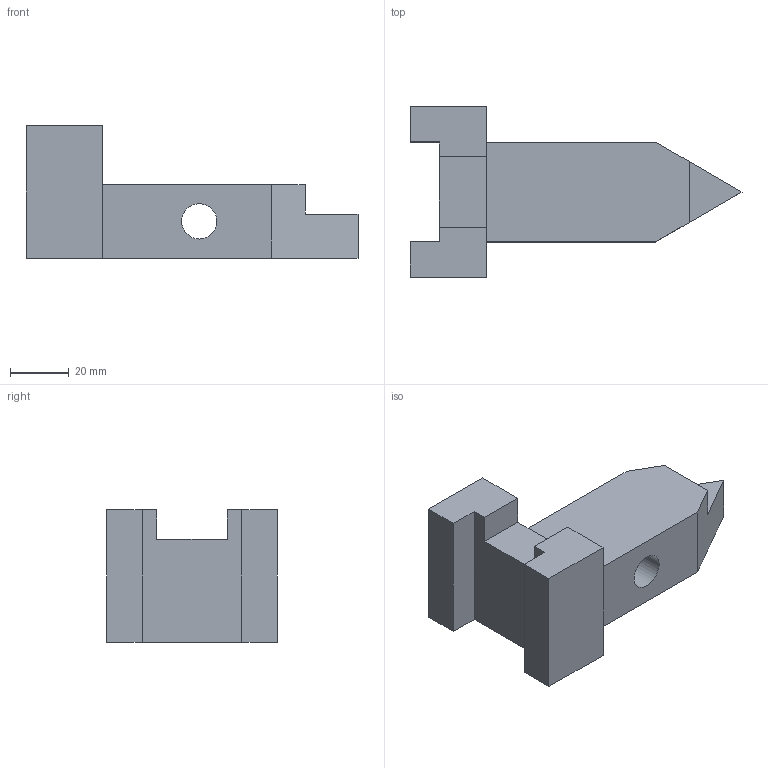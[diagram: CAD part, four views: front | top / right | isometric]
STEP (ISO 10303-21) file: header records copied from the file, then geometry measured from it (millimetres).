
FILE_DESCRIPTION(('CATIA V5 STEP Exchange'),'2;1');
FILE_NAME('joint1.stp','2020-06-18T05:55:34+00:00',('none'),('none'),'CATIA Version 5 Release 21 GA (IN-10)','CATIA V5 STEP AP203','none');
FILE_SCHEMA(('CONFIG_CONTROL_DESIGN'));
Length unit declared in the file: millimetre
Products named in the file (1): joint1
Bounding box: 113 x 58 x 45 mm (x, y, z)
Volume: 104440 mm3; surface area: 20126.4 mm2
Topology: 1 solids, 1 shells, 23 faces, 65 edges, 44 vertices
Faces by surface type: plane 21, cylinder 2
Entity records: 756 total; most frequent: ORIENTED_EDGE 130, CARTESIAN_POINT 128, DIRECTION 101, EDGE_CURVE 65, VECTOR 61, LINE 61, VERTEX_POINT 44, EDGE_LOOP 25
